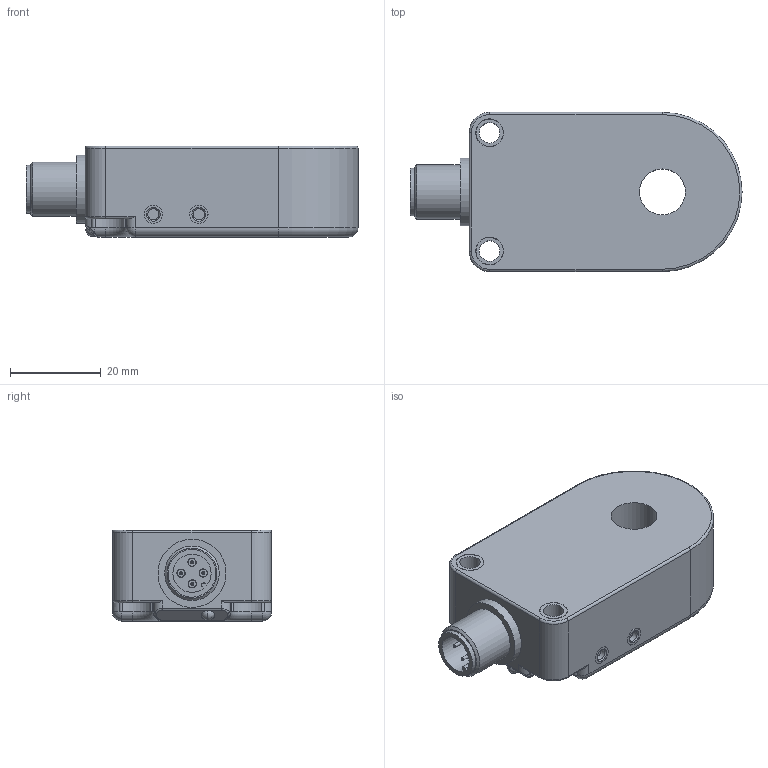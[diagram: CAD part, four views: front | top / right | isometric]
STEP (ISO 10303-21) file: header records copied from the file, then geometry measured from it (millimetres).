
FILE_DESCRIPTION(/* description */ ('DISO X xxx'),/* implementation_level */ '2;1');
FILE_NAME(/* name */ 'IR10 XSOK-IBS.stp',/* time_stamp */ '2015-07-22T15:27:50+02:00',/* author */ ('lck'),/* organization */ (''),/* preprocessor_version */ 'ST-DEVELOPER v15.6',/* originating_system */ 'Autodesk Inventor 2015',/* authorisation */ '');
FILE_SCHEMA (('AUTOMOTIVE_DESIGN { 1 0 10303 214 3 1 1 }'));
Length unit declared in the file: millimetre
Products named in the file (1): Bauteil50
Bounding box: 73 x 35 x 20.2 mm (x, y, z)
Volume: 36956.5 mm3; surface area: 11635.7 mm2
Topology: 5 solids, 7 shells, 254 faces, 607 edges, 393 vertices
Faces by surface type: cylinder 118, plane 105, torus 13, cone 8, sphere 6, bspline 4
Full cylindrical faces by diameter (mm): 0.7 x4, 1.7 x4, 1.8 x4, 2.459 x2, 3 x1, 4 x2, 4.05 x2, 4.5 x2, 6 x2, 6.1 x2, 6.7 x3, 7.85 x1, 8.1 x1, 8.5 x1, 8.8 x1, 9.45 x1, 9.5 x1, 9.9 x1, 10 x1, 10.1 x1, 10.5 x1, 11.9 x1, 12 x1, 12.1 x1, 15 x1, 30.2 x1
Entity records: 7565 total; most frequent: DIRECTION 1360, CARTESIAN_POINT 1282, ORIENTED_EDGE 1070, AXIS2_PLACEMENT_3D 578, EDGE_CURVE 535, VERTEX_POINT 376, EDGE_LOOP 375, CIRCLE 313
